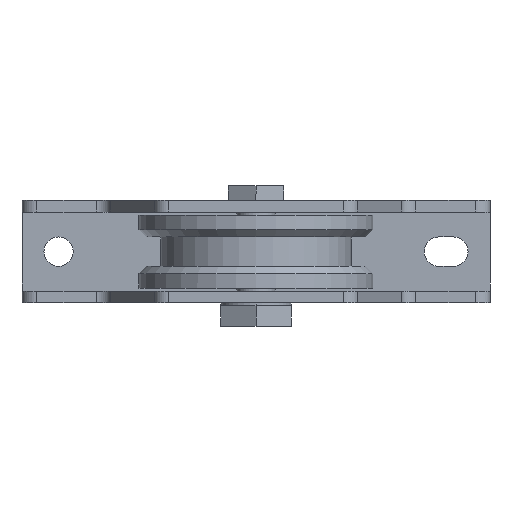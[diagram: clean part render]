
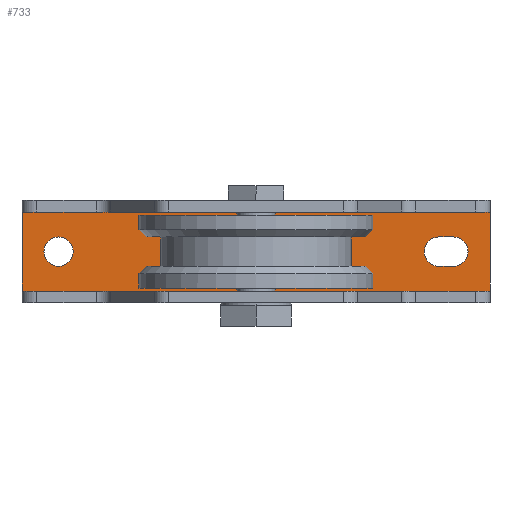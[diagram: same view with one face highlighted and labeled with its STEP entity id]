
A CAD part, front view. The second image highlights one B-rep face of the part: STEP entity #733.
In plain terms, the highlighted planar face has unit normal (0, -1, 0).
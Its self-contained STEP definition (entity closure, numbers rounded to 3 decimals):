
#309 = VERTEX_POINT ( 'NONE', #1203 ) ;
#321 = EDGE_CURVE ( 'NONE', #322, #309, #1244, .T. ) ;
#322 = VERTEX_POINT ( 'NONE', #1239 ) ;
#457 = VERTEX_POINT ( 'NONE', #1538 ) ;
#459 = EDGE_CURVE ( 'NONE', #457, #539, #1537, .T. ) ;
#539 = VERTEX_POINT ( 'NONE', #1697 ) ;
#541 = EDGE_CURVE ( 'NONE', #539, #542, #1696, .T. ) ;
#542 = VERTEX_POINT ( 'NONE', #1692 ) ;
#546 = EDGE_CURVE ( 'NONE', #547, #542, #1687, .T. ) ;
#547 = VERTEX_POINT ( 'NONE', #1682 ) ;
#672 = ORIENTED_EDGE ( 'NONE', *, *, #321, .T. ) ;
#673 = ORIENTED_EDGE ( 'NONE', *, *, #546, .T. ) ;
#674 = ORIENTED_EDGE ( 'NONE', *, *, #541, .F. ) ;
#675 = ORIENTED_EDGE ( 'NONE', *, *, #459, .F. ) ;
#676 = ORIENTED_EDGE ( 'NONE', *, *, #780, .T. ) ;
#708 = ORIENTED_EDGE ( 'NONE', *, *, #709, .T. ) ;
#709 = EDGE_CURVE ( 'NONE', #735, #710, #1952, .T. ) ;
#710 = VERTEX_POINT ( 'NONE', #1948 ) ;
#711 = ORIENTED_EDGE ( 'NONE', *, *, #712, .T. ) ;
#712 = EDGE_CURVE ( 'NONE', #710, #713, #1947, .T. ) ;
#713 = VERTEX_POINT ( 'NONE', #1942 ) ;
#714 = ORIENTED_EDGE ( 'NONE', *, *, #715, .T. ) ;
#715 = EDGE_CURVE ( 'NONE', #713, #716, #2006, .T. ) ;
#716 = VERTEX_POINT ( 'NONE', #2002 ) ;
#717 = ORIENTED_EDGE ( 'NONE', *, *, #718, .T. ) ;
#718 = EDGE_CURVE ( 'NONE', #716, #735, #2001, .T. ) ;
#719 = EDGE_LOOP ( 'NONE', ( #720, #672 ) ) ;
#720 = ORIENTED_EDGE ( 'NONE', *, *, #721, .T. ) ;
#721 = EDGE_CURVE ( 'NONE', #309, #322, #1996, .T. ) ;
#722 = EDGE_LOOP ( 'NONE', ( #673, #674, #675, #676 ) ) ;
#733 = ADVANCED_FACE ( 'NONE', ( #1977, #1976, #1975 ), #1974, .F. ) ;
#734 = EDGE_LOOP ( 'NONE', ( #708, #711, #714, #717 ) ) ;
#735 = VERTEX_POINT ( 'NONE', #2035 ) ;
#780 = EDGE_CURVE ( 'NONE', #457, #547, #2065, .T. ) ;
#1203 = CARTESIAN_POINT ( 'NONE',  ( -67.5, 41., 5. ) ) ;
#1239 = CARTESIAN_POINT ( 'NONE',  ( -67.5, 41., -5. ) ) ;
#1240 = DIRECTION ( 'NONE',  ( 0., 0., 1. ) ) ;
#1241 = DIRECTION ( 'NONE',  ( 0., 1., 0. ) ) ;
#1242 = CARTESIAN_POINT ( 'NONE',  ( -67.5, 41., 0. ) ) ;
#1243 = AXIS2_PLACEMENT_3D ( 'NONE', #1242, #1241, #1240 ) ;
#1244 = CIRCLE ( 'NONE', #1243, 5. ) ;
#1534 = DIRECTION ( 'NONE',  ( 0., 0., -1. ) ) ;
#1535 = VECTOR ( 'NONE', #1534, 1000. ) ;
#1536 = CARTESIAN_POINT ( 'NONE',  ( 80., 41., 13.5 ) ) ;
#1537 = LINE ( 'NONE', #1536, #1535 ) ;
#1538 = CARTESIAN_POINT ( 'NONE',  ( 80., 41., 13.5 ) ) ;
#1682 = CARTESIAN_POINT ( 'NONE',  ( -80., 41., 13.5 ) ) ;
#1683 = DIRECTION ( 'NONE',  ( 0., 0., -1. ) ) ;
#1684 = VECTOR ( 'NONE', #1683, 1000. ) ;
#1685 = CARTESIAN_POINT ( 'NONE',  ( -80., 41., 13.5 ) ) ;
#1687 = LINE ( 'NONE', #1685, #1684 ) ;
#1692 = CARTESIAN_POINT ( 'NONE',  ( -80., 41., -13.5 ) ) ;
#1693 = DIRECTION ( 'NONE',  ( -1., 0., 0. ) ) ;
#1694 = VECTOR ( 'NONE', #1693, 1000. ) ;
#1695 = CARTESIAN_POINT ( 'NONE',  ( 80., 41., -13.5 ) ) ;
#1696 = LINE ( 'NONE', #1695, #1694 ) ;
#1697 = CARTESIAN_POINT ( 'NONE',  ( 80., 41., -13.5 ) ) ;
#1942 = CARTESIAN_POINT ( 'NONE',  ( 62.5, 41., 5. ) ) ;
#1943 = DIRECTION ( 'NONE',  ( 0., 0., 1. ) ) ;
#1944 = DIRECTION ( 'NONE',  ( 0., 1., 0. ) ) ;
#1945 = CARTESIAN_POINT ( 'NONE',  ( 62.5, 41., 0. ) ) ;
#1946 = AXIS2_PLACEMENT_3D ( 'NONE', #1945, #1944, #1943 ) ;
#1947 = CIRCLE ( 'NONE', #1946, 5. ) ;
#1948 = CARTESIAN_POINT ( 'NONE',  ( 62.5, 41., -5. ) ) ;
#1949 = DIRECTION ( 'NONE',  ( -1., 0., 0. ) ) ;
#1950 = VECTOR ( 'NONE', #1949, 1000. ) ;
#1951 = CARTESIAN_POINT ( 'NONE',  ( 62.5, 41., -5. ) ) ;
#1952 = LINE ( 'NONE', #1951, #1950 ) ;
#1973 = AXIS2_PLACEMENT_3D ( 'NONE', #2038, #2037, #2036 ) ;
#1974 = PLANE ( 'NONE',  #1973 ) ;
#1975 = FACE_OUTER_BOUND ( 'NONE', #722, .T. ) ;
#1976 = FACE_BOUND ( 'NONE', #719, .T. ) ;
#1977 = FACE_BOUND ( 'NONE', #734, .T. ) ;
#1992 = DIRECTION ( 'NONE',  ( 0., 0., 1. ) ) ;
#1993 = DIRECTION ( 'NONE',  ( 0., 1., 0. ) ) ;
#1994 = CARTESIAN_POINT ( 'NONE',  ( -67.5, 41., 0. ) ) ;
#1995 = AXIS2_PLACEMENT_3D ( 'NONE', #1994, #1993, #1992 ) ;
#1996 = CIRCLE ( 'NONE', #1995, 5. ) ;
#1997 = DIRECTION ( 'NONE',  ( 0., 0., 1. ) ) ;
#1998 = DIRECTION ( 'NONE',  ( 0., 1., 0. ) ) ;
#1999 = CARTESIAN_POINT ( 'NONE',  ( 67.5, 41., 0. ) ) ;
#2000 = AXIS2_PLACEMENT_3D ( 'NONE', #1999, #1998, #1997 ) ;
#2001 = CIRCLE ( 'NONE', #2000, 5. ) ;
#2002 = CARTESIAN_POINT ( 'NONE',  ( 67.5, 41., 5. ) ) ;
#2003 = DIRECTION ( 'NONE',  ( 1., 0., 0. ) ) ;
#2004 = VECTOR ( 'NONE', #2003, 1000. ) ;
#2005 = CARTESIAN_POINT ( 'NONE',  ( 62.5, 41., 5. ) ) ;
#2006 = LINE ( 'NONE', #2005, #2004 ) ;
#2035 = CARTESIAN_POINT ( 'NONE',  ( 67.5, 41., -5. ) ) ;
#2036 = DIRECTION ( 'NONE',  ( 0., 0., 1. ) ) ;
#2037 = DIRECTION ( 'NONE',  ( 0., 1., 0. ) ) ;
#2038 = CARTESIAN_POINT ( 'NONE',  ( 80., 41., 13.5 ) ) ;
#2057 = DIRECTION ( 'NONE',  ( -1., 0., 0. ) ) ;
#2058 = VECTOR ( 'NONE', #2057, 1000. ) ;
#2059 = CARTESIAN_POINT ( 'NONE',  ( 80., 41., 13.5 ) ) ;
#2065 = LINE ( 'NONE', #2059, #2058 ) ;
